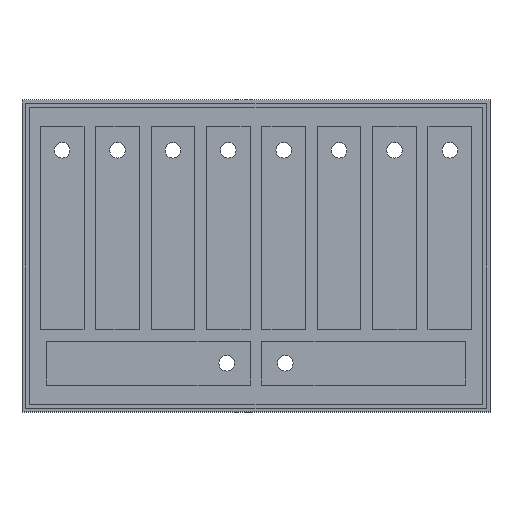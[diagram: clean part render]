
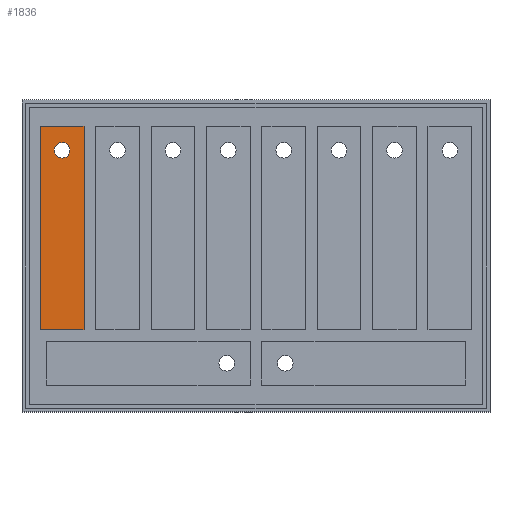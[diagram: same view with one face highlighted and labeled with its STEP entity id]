
A CAD part, top view. The second image highlights one B-rep face of the part: STEP entity #1836.
In plain terms, the highlighted planar face has unit normal (0, 0, 1).
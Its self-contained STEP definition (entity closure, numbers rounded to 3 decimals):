
#405 = CYLINDRICAL_SURFACE('',#406,10.);
#406 = AXIS2_PLACEMENT_3D('',#407,#408,#409);
#407 = CARTESIAN_POINT('',(51.5,335.5,2.));
#408 = DIRECTION('',(-0.,-0.,-1.));
#409 = DIRECTION('',(1.,0.,0.));
#932 = VERTEX_POINT('',#933);
#933 = CARTESIAN_POINT('',(61.5,335.5,2.));
#954 = EDGE_CURVE('',#932,#932,#955,.T.);
#955 = SURFACE_CURVE('',#956,(#961,#968),.PCURVE_S1.);
#956 = CIRCLE('',#957,10.);
#957 = AXIS2_PLACEMENT_3D('',#958,#959,#960);
#958 = CARTESIAN_POINT('',(51.5,335.5,2.));
#959 = DIRECTION('',(0.,0.,1.));
#960 = DIRECTION('',(1.,0.,-0.));
#961 = PCURVE('',#405,#962);
#962 = DEFINITIONAL_REPRESENTATION('',(#963),#967);
#963 = LINE('',#964,#965);
#964 = CARTESIAN_POINT('',(-0.,0.));
#965 = VECTOR('',#966,1.);
#966 = DIRECTION('',(-1.,0.));
#967 = ( GEOMETRIC_REPRESENTATION_CONTEXT(2) 
PARAMETRIC_REPRESENTATION_CONTEXT() REPRESENTATION_CONTEXT('2D SPACE',''
  ) );
#968 = PCURVE('',#969,#974);
#969 = PLANE('',#970);
#970 = AXIS2_PLACEMENT_3D('',#971,#972,#973);
#971 = CARTESIAN_POINT('',(51.5,236.,2.));
#972 = DIRECTION('',(-0.,-0.,-1.));
#973 = DIRECTION('',(-1.,0.,0.));
#974 = DEFINITIONAL_REPRESENTATION('',(#975),#983);
#975 = ( BOUNDED_CURVE() B_SPLINE_CURVE(2,(#976,#977,#978,#979,#980,#981
,#982),.UNSPECIFIED.,.T.,.F.) B_SPLINE_CURVE_WITH_KNOTS((1,2,2,2,2,1),(
    -2.094,0.,2.094,4.189,6.283,
8.378),.UNSPECIFIED.) CURVE() GEOMETRIC_REPRESENTATION_ITEM() 
RATIONAL_B_SPLINE_CURVE((1.,0.5,1.,0.5,1.,0.5,1.)) REPRESENTATION_ITEM(
  '') );
#976 = CARTESIAN_POINT('',(-10.,99.5));
#977 = CARTESIAN_POINT('',(-10.,116.821));
#978 = CARTESIAN_POINT('',(5.,108.16));
#979 = CARTESIAN_POINT('',(20.,99.5));
#980 = CARTESIAN_POINT('',(5.,90.84));
#981 = CARTESIAN_POINT('',(-10.,82.179));
#982 = CARTESIAN_POINT('',(-10.,99.5));
#983 = ( GEOMETRIC_REPRESENTATION_CONTEXT(2) 
PARAMETRIC_REPRESENTATION_CONTEXT() REPRESENTATION_CONTEXT('2D SPACE',''
  ) );
#1836 = ADVANCED_FACE('',(#1837,#1951),#969,.F.);
#1837 = FACE_BOUND('',#1838,.F.);
#1838 = EDGE_LOOP('',(#1839,#1869,#1897,#1925));
#1839 = ORIENTED_EDGE('',*,*,#1840,.T.);
#1840 = EDGE_CURVE('',#1841,#1843,#1845,.T.);
#1841 = VERTEX_POINT('',#1842);
#1842 = CARTESIAN_POINT('',(23.5,366.5,2.));
#1843 = VERTEX_POINT('',#1844);
#1844 = CARTESIAN_POINT('',(79.5,366.5,2.));
#1845 = SURFACE_CURVE('',#1846,(#1850,#1857),.PCURVE_S1.);
#1846 = LINE('',#1847,#1848);
#1847 = CARTESIAN_POINT('',(23.5,366.5,2.));
#1848 = VECTOR('',#1849,1.);
#1849 = DIRECTION('',(1.,0.,0.));
#1850 = PCURVE('',#969,#1851);
#1851 = DEFINITIONAL_REPRESENTATION('',(#1852),#1856);
#1852 = LINE('',#1853,#1854);
#1853 = CARTESIAN_POINT('',(28.,130.5));
#1854 = VECTOR('',#1855,1.);
#1855 = DIRECTION('',(-1.,0.));
#1856 = ( GEOMETRIC_REPRESENTATION_CONTEXT(2) 
PARAMETRIC_REPRESENTATION_CONTEXT() REPRESENTATION_CONTEXT('2D SPACE',''
  ) );
#1857 = PCURVE('',#1858,#1863);
#1858 = PLANE('',#1859);
#1859 = AXIS2_PLACEMENT_3D('',#1860,#1861,#1862);
#1860 = CARTESIAN_POINT('',(23.5,366.5,10.));
#1861 = DIRECTION('',(0.,-1.,0.));
#1862 = DIRECTION('',(1.,0.,0.));
#1863 = DEFINITIONAL_REPRESENTATION('',(#1864),#1868);
#1864 = LINE('',#1865,#1866);
#1865 = CARTESIAN_POINT('',(0.,-8.));
#1866 = VECTOR('',#1867,1.);
#1867 = DIRECTION('',(1.,0.));
#1868 = ( GEOMETRIC_REPRESENTATION_CONTEXT(2) 
PARAMETRIC_REPRESENTATION_CONTEXT() REPRESENTATION_CONTEXT('2D SPACE',''
  ) );
#1869 = ORIENTED_EDGE('',*,*,#1870,.T.);
#1870 = EDGE_CURVE('',#1843,#1871,#1873,.T.);
#1871 = VERTEX_POINT('',#1872);
#1872 = CARTESIAN_POINT('',(79.5,105.5,2.));
#1873 = SURFACE_CURVE('',#1874,(#1878,#1885),.PCURVE_S1.);
#1874 = LINE('',#1875,#1876);
#1875 = CARTESIAN_POINT('',(79.5,366.5,2.));
#1876 = VECTOR('',#1877,1.);
#1877 = DIRECTION('',(0.,-1.,0.));
#1878 = PCURVE('',#969,#1879);
#1879 = DEFINITIONAL_REPRESENTATION('',(#1880),#1884);
#1880 = LINE('',#1881,#1882);
#1881 = CARTESIAN_POINT('',(-28.,130.5));
#1882 = VECTOR('',#1883,1.);
#1883 = DIRECTION('',(0.,-1.));
#1884 = ( GEOMETRIC_REPRESENTATION_CONTEXT(2) 
PARAMETRIC_REPRESENTATION_CONTEXT() REPRESENTATION_CONTEXT('2D SPACE',''
  ) );
#1885 = PCURVE('',#1886,#1891);
#1886 = PLANE('',#1887);
#1887 = AXIS2_PLACEMENT_3D('',#1888,#1889,#1890);
#1888 = CARTESIAN_POINT('',(79.5,366.5,10.));
#1889 = DIRECTION('',(-1.,0.,0.));
#1890 = DIRECTION('',(0.,-1.,0.));
#1891 = DEFINITIONAL_REPRESENTATION('',(#1892),#1896);
#1892 = LINE('',#1893,#1894);
#1893 = CARTESIAN_POINT('',(0.,-8.));
#1894 = VECTOR('',#1895,1.);
#1895 = DIRECTION('',(1.,0.));
#1896 = ( GEOMETRIC_REPRESENTATION_CONTEXT(2) 
PARAMETRIC_REPRESENTATION_CONTEXT() REPRESENTATION_CONTEXT('2D SPACE',''
  ) );
#1897 = ORIENTED_EDGE('',*,*,#1898,.T.);
#1898 = EDGE_CURVE('',#1871,#1899,#1901,.T.);
#1899 = VERTEX_POINT('',#1900);
#1900 = CARTESIAN_POINT('',(23.5,105.5,2.));
#1901 = SURFACE_CURVE('',#1902,(#1906,#1913),.PCURVE_S1.);
#1902 = LINE('',#1903,#1904);
#1903 = CARTESIAN_POINT('',(79.5,105.5,2.));
#1904 = VECTOR('',#1905,1.);
#1905 = DIRECTION('',(-1.,0.,0.));
#1906 = PCURVE('',#969,#1907);
#1907 = DEFINITIONAL_REPRESENTATION('',(#1908),#1912);
#1908 = LINE('',#1909,#1910);
#1909 = CARTESIAN_POINT('',(-28.,-130.5));
#1910 = VECTOR('',#1911,1.);
#1911 = DIRECTION('',(1.,0.));
#1912 = ( GEOMETRIC_REPRESENTATION_CONTEXT(2) 
PARAMETRIC_REPRESENTATION_CONTEXT() REPRESENTATION_CONTEXT('2D SPACE',''
  ) );
#1913 = PCURVE('',#1914,#1919);
#1914 = PLANE('',#1915);
#1915 = AXIS2_PLACEMENT_3D('',#1916,#1917,#1918);
#1916 = CARTESIAN_POINT('',(79.5,105.5,10.));
#1917 = DIRECTION('',(0.,1.,0.));
#1918 = DIRECTION('',(-1.,0.,0.));
#1919 = DEFINITIONAL_REPRESENTATION('',(#1920),#1924);
#1920 = LINE('',#1921,#1922);
#1921 = CARTESIAN_POINT('',(0.,-8.));
#1922 = VECTOR('',#1923,1.);
#1923 = DIRECTION('',(1.,0.));
#1924 = ( GEOMETRIC_REPRESENTATION_CONTEXT(2) 
PARAMETRIC_REPRESENTATION_CONTEXT() REPRESENTATION_CONTEXT('2D SPACE',''
  ) );
#1925 = ORIENTED_EDGE('',*,*,#1926,.T.);
#1926 = EDGE_CURVE('',#1899,#1841,#1927,.T.);
#1927 = SURFACE_CURVE('',#1928,(#1932,#1939),.PCURVE_S1.);
#1928 = LINE('',#1929,#1930);
#1929 = CARTESIAN_POINT('',(23.5,105.5,2.));
#1930 = VECTOR('',#1931,1.);
#1931 = DIRECTION('',(0.,1.,0.));
#1932 = PCURVE('',#969,#1933);
#1933 = DEFINITIONAL_REPRESENTATION('',(#1934),#1938);
#1934 = LINE('',#1935,#1936);
#1935 = CARTESIAN_POINT('',(28.,-130.5));
#1936 = VECTOR('',#1937,1.);
#1937 = DIRECTION('',(0.,1.));
#1938 = ( GEOMETRIC_REPRESENTATION_CONTEXT(2) 
PARAMETRIC_REPRESENTATION_CONTEXT() REPRESENTATION_CONTEXT('2D SPACE',''
  ) );
#1939 = PCURVE('',#1940,#1945);
#1940 = PLANE('',#1941);
#1941 = AXIS2_PLACEMENT_3D('',#1942,#1943,#1944);
#1942 = CARTESIAN_POINT('',(23.5,105.5,10.));
#1943 = DIRECTION('',(1.,0.,0.));
#1944 = DIRECTION('',(0.,1.,0.));
#1945 = DEFINITIONAL_REPRESENTATION('',(#1946),#1950);
#1946 = LINE('',#1947,#1948);
#1947 = CARTESIAN_POINT('',(0.,-8.));
#1948 = VECTOR('',#1949,1.);
#1949 = DIRECTION('',(1.,0.));
#1950 = ( GEOMETRIC_REPRESENTATION_CONTEXT(2) 
PARAMETRIC_REPRESENTATION_CONTEXT() REPRESENTATION_CONTEXT('2D SPACE',''
  ) );
#1951 = FACE_BOUND('',#1952,.F.);
#1952 = EDGE_LOOP('',(#1953));
#1953 = ORIENTED_EDGE('',*,*,#954,.T.);
